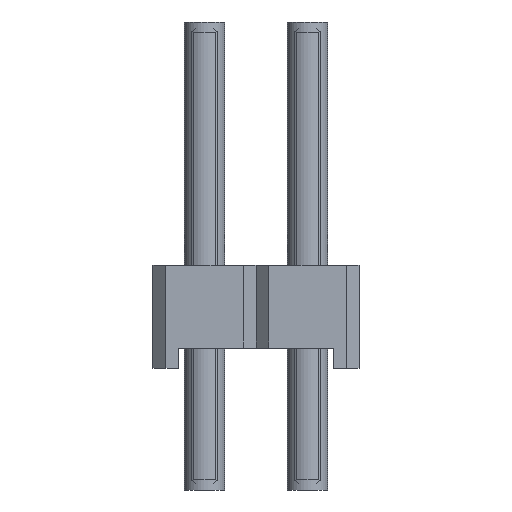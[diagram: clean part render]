
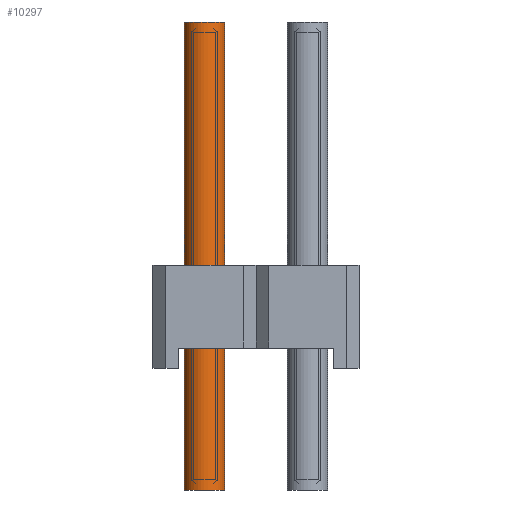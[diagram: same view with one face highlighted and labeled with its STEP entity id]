
A CAD part, left-side view. The second image highlights one B-rep face of the part: STEP entity #10297.
In plain terms, the highlighted cylindrical face has radius 0.5 mm (diameter 1 mm), a full revolution.
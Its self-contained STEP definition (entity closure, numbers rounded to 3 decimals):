
#199=CIRCLE('',#10866,0.5);
#200=CIRCLE('',#10867,0.5);
#564=CYLINDRICAL_SURFACE('',#10865,0.5);
#853=ORIENTED_EDGE('',*,*,#3879,.F.);
#854=ORIENTED_EDGE('',*,*,#3880,.T.);
#3879=EDGE_CURVE('',#5401,#5401,#199,.T.);
#3880=EDGE_CURVE('',#5402,#5402,#200,.T.);
#5401=VERTEX_POINT('',#14898);
#5402=VERTEX_POINT('',#14900);
#8749=EDGE_LOOP('',(#853));
#8750=EDGE_LOOP('',(#854));
#9355=FACE_BOUND('',#8749,.T.);
#9356=FACE_BOUND('',#8750,.T.);
#10297=ADVANCED_FACE('',(#9355,#9356),#564,.F.);
#10865=AXIS2_PLACEMENT_3D('',#14896,#11865,#11866);
#10866=AXIS2_PLACEMENT_3D('',#14897,#11867,#11868);
#10867=AXIS2_PLACEMENT_3D('',#14899,#11869,#11870);
#11865=DIRECTION('',(0.,0.,1.));
#11866=DIRECTION('',(1.,0.,0.));
#11867=DIRECTION('',(0.,0.,-1.));
#11868=DIRECTION('',(1.,0.,0.));
#11869=DIRECTION('',(0.,0.,-1.));
#11870=DIRECTION('',(1.,0.,0.));
#14896=CARTESIAN_POINT('',(0.,0.,0.));
#14897=CARTESIAN_POINT('',(0.,0.,11.54));
#14898=CARTESIAN_POINT('',(0.5,0.,11.54));
#14899=CARTESIAN_POINT('',(0.,0.,0.));
#14900=CARTESIAN_POINT('',(0.5,0.,0.));
